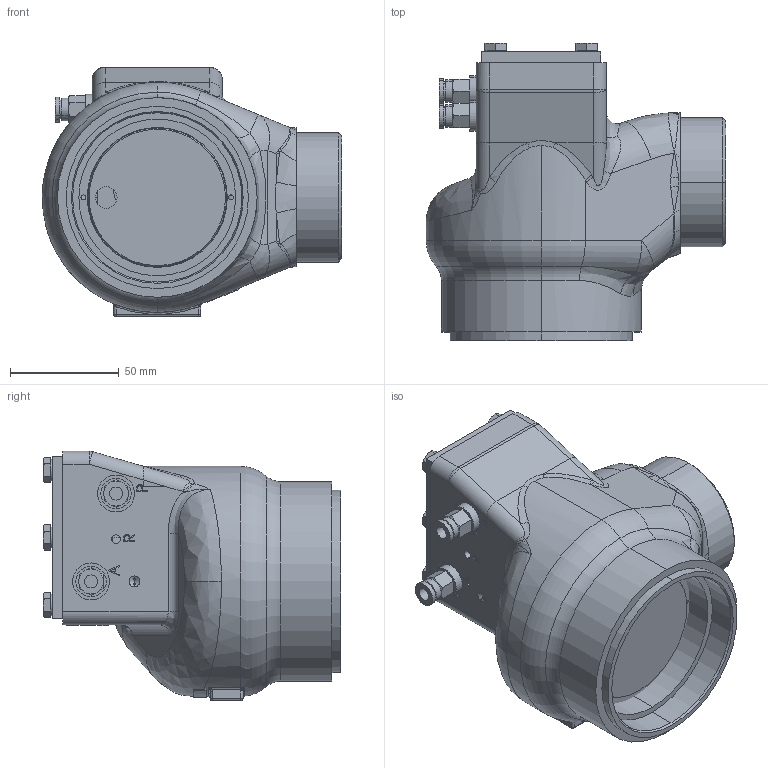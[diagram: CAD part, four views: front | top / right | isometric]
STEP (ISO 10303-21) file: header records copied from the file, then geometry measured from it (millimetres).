
FILE_DESCRIPTION (( 'STEP AP214' ), '1' );
FILE_NAME ('KR-3-ST_22790.STEP', '2012-09-25T13:25:44', ( 'Admin2' ), ( '' ), 'SwSTEP 2.0', 'SolidWorks 2010', '' );
FILE_SCHEMA (( 'AUTOMOTIVE_DESIGN' ));
Length unit declared in the file: millimetre
Products named in the file (1): KR-3-ST_22790
Bounding box: 138 x 137 x 115 mm (x, y, z)
Surface area: 84618.3 mm2 (no closed solid volume)
Topology: 0 solids, 18 shells, 635 faces, 1865 edges, 1196 vertices
Faces by surface type: plane 232, bspline 221, cylinder 116, cone 48, torus 10, sphere 8
Entity records: 40525 total; most frequent: CARTESIAN_POINT 18800, ORIENTED_EDGE 3208, DIRECTION 2457, EDGE_CURVE 1843, VERTEX_POINT 1196, LINE 847, VECTOR 847, AXIS2_PLACEMENT_3D 805
